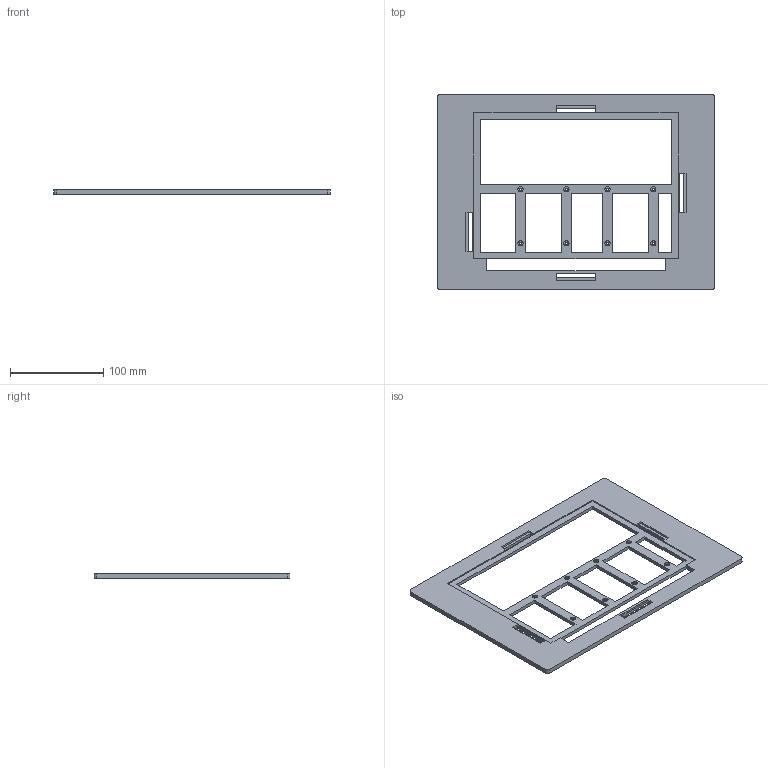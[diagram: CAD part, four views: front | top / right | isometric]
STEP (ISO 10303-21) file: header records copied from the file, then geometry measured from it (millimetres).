
FILE_DESCRIPTION(('FreeCAD Model'),'2;1');
FILE_NAME('Frontpanel.step', '2020-05-02T17:45:09',('Author'),(''), 'Open CASCADE STEP processor 7.3','FreeCAD','Unknown');
FILE_SCHEMA(('AUTOMOTIVE_DESIGN { 1 0 10303 214 1 1 1 1 }'));
Length unit declared in the file: millimetre
Products named in the file (1): Body
Bounding box: 297 x 210 x 5 mm (x, y, z)
Volume: 159332.5 mm3; surface area: 84277.5 mm2
Topology: 1 solids, 1 shells, 105 faces, 268 edges, 172 vertices
Faces by surface type: plane 85, cylinder 20
Full cylindrical faces by diameter (mm): 2.5 x8, 5.6 x8
Entity records: 6733 total; most frequent: CARTESIAN_POINT 1142, DIRECTION 1046, LINE 724, VECTOR 724, ORIENTED_EDGE 536, PCURVE 536, DEFINITIONAL_REPRESENTATION 536, EDGE_CURVE 268
